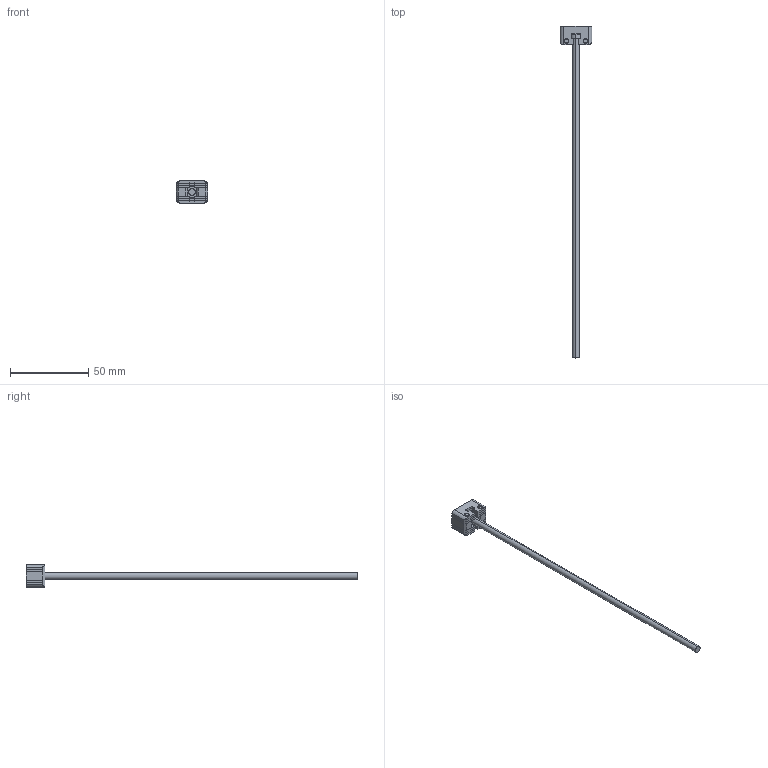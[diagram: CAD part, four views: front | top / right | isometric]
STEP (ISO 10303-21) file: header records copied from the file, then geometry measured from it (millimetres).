
FILE_DESCRIPTION (( 'STEP AP203' ), '1' );
FILE_NAME ('9de4.STEP', '2023-01-11T09:06:02', ( '' ), ( '' ), 'SwSTEP 2.0', 'SolidWorks 2019', '' );
FILE_SCHEMA (( 'CONFIG_CONTROL_DESIGN' ));
Length unit declared in the file: millimetre
Products named in the file (6): Pin_20 672e1799f5c436698bba2db29d5fa839; 9de4; Lamela_Radius 672e1799f5c436698bba2db29d5fa839; Bolt 672e1799f5c436698bba2db29d5fa839; Lamela 672e1799f5c436698bba2db29d5fa839; Lamellar_Gas_Vent_ISGL20C 672e1799f5c436698bba2db29d5fa839
Assembly tree (8 placements, depth 2):
  9de4
    Lamellar_Gas_Vent_ISGL20C 672e1799f5c436698bba2db29d5fa839
    Bolt 672e1799f5c436698bba2db29d5fa839
    Lamela_Radius 672e1799f5c436698bba2db29d5fa839  x2
    Lamela 672e1799f5c436698bba2db29d5fa839  x2
    Pin_20 672e1799f5c436698bba2db29d5fa839  x2
Bounding box: 20 x 212 x 14.08 mm (x, y, z)
Volume: 5847.3 mm3; surface area: 7239 mm2
Topology: 10 solids, 10 shells, 198 faces, 519 edges, 342 vertices
Faces by surface type: plane 115, cylinder 71, cone 12
Entity records: 4379 total; most frequent: DIRECTION 657, CARTESIAN_POINT 644, ORIENTED_EDGE 614, EDGE_CURVE 307, AXIS2_PLACEMENT_3D 223, LINE 211, VECTOR 211, VERTEX_POINT 202
